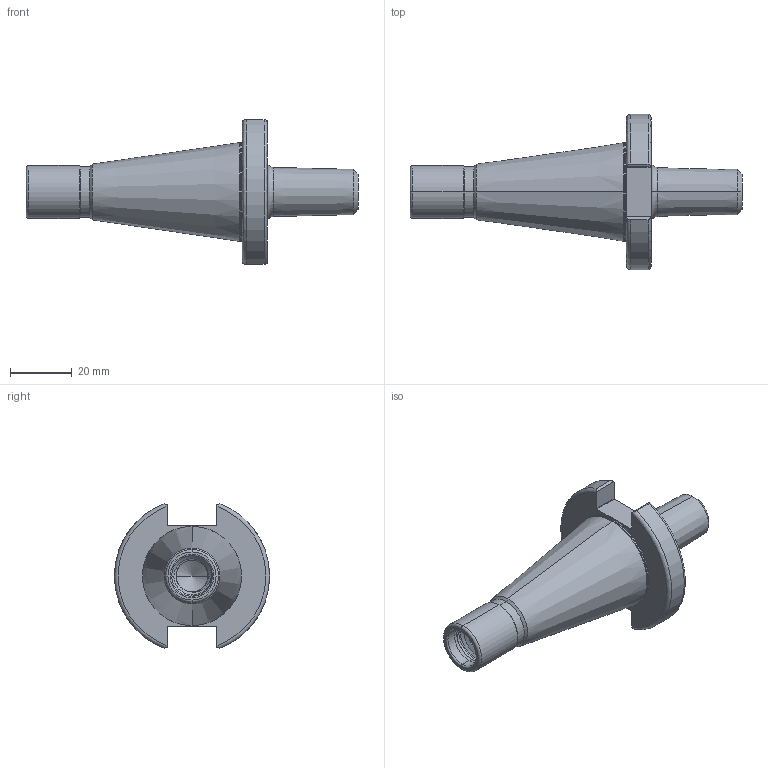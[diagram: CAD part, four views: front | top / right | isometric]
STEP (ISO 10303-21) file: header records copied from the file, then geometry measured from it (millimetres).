
FILE_DESCRIPTION (( 'STEP AP203' ), '1' );
FILE_NAME ('301.14.16.STEP', '2016-10-25T06:32:49', ( '' ), ( '' ), 'SwSTEP 2.0', 'SolidWorks 2012', '' );
FILE_SCHEMA (( 'CONFIG_CONTROL_DESIGN' ));
Length unit declared in the file: millimetre
Products named in the file (1): 301.14.16
Bounding box: 107.4 x 50.2 x 46.86 mm (x, y, z)
Volume: 44919.5 mm3; surface area: 12263.5 mm2
Topology: 1 solids, 1 shells, 95 faces, 235 edges, 142 vertices
Faces by surface type: cylinder 37, cone 23, torus 18, plane 15, bspline 2
Entity records: 4658 total; most frequent: CARTESIAN_POINT 2457, ORIENTED_EDGE 462, DIRECTION 443, EDGE_CURVE 231, AXIS2_PLACEMENT_3D 179, VERTEX_POINT 142, EDGE_LOOP 99, ADVANCED_FACE 95
